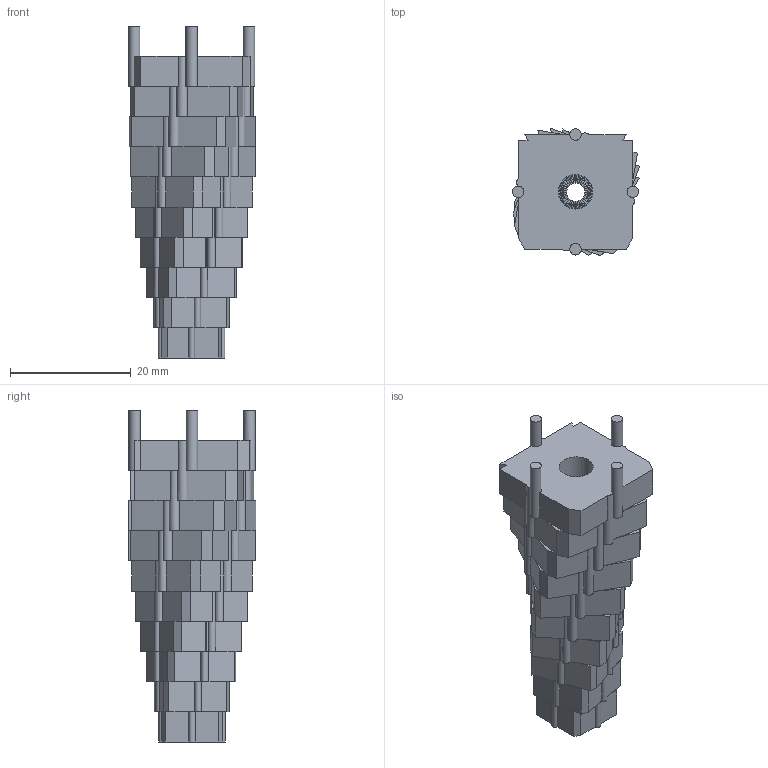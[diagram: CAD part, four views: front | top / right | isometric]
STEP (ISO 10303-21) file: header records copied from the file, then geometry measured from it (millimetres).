
FILE_DESCRIPTION(('Open CASCADE Model'),'2;1');
FILE_NAME('Open CASCADE Shape Model','2024-05-30T21:06:09',('Author'),( 'Open CASCADE'),'Open CASCADE STEP processor 7.7','Open CASCADE 7.7' ,'Unknown');
FILE_SCHEMA(('AUTOMOTIVE_DESIGN { 1 0 10303 214 1 1 1 1 }'));
Length unit declared in the file: millimetre
Products named in the file (1): Open CASCADE STEP translator 7.7 27
Bounding box: 21.05 x 21.12 x 55 mm (x, y, z)
Volume: 10252.5 mm3; surface area: 4632.9 mm2
Topology: 1 solids, 1 shells, 333 faces, 889 edges, 567 vertices
Faces by surface type: plane 283, cylinder 50
Full cylindrical faces by diameter (mm): 1.9 x4, 3 x1, 3.3 x1, 3.6 x1, 3.9 x1, 4.2 x1, 4.5 x1, 4.8 x1, 5.1 x1, 5.4 x1, 5.7 x1
Entity records: 21907 total; most frequent: CARTESIAN_POINT 4252, DIRECTION 3264, LINE 2197, VECTOR 2197, ORIENTED_EDGE 1778, PCURVE 1778, DEFINITIONAL_REPRESENTATION 1778, EDGE_CURVE 889
